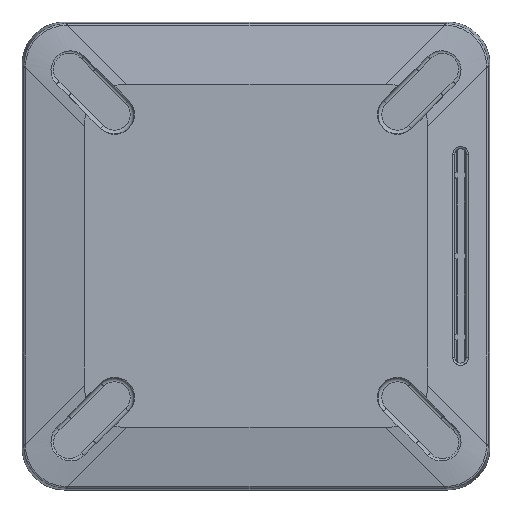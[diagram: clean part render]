
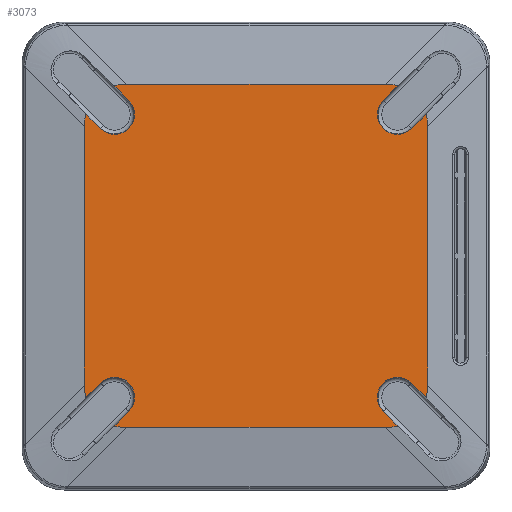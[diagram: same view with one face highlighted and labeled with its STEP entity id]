
A CAD part, top view. The second image highlights one B-rep face of the part: STEP entity #3073.
In plain terms, the highlighted planar face has unit normal (0, 0, 1).
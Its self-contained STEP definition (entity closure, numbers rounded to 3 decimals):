
#736=ELLIPSE('',#27567,633.351,69.998);
#739=ELLIPSE('',#27570,633.351,69.998);
#746=ELLIPSE('',#27587,633.351,69.998);
#749=ELLIPSE('',#27590,633.351,69.998);
#761=ELLIPSE('',#27647,633.351,69.998);
#764=ELLIPSE('',#27650,633.351,69.998);
#768=ELLIPSE('',#27685,633.351,69.998);
#771=ELLIPSE('',#27688,633.351,69.998);
#3073=ADVANCED_FACE('',(#4984),#3771,.F.);
#3771=PLANE('',#27774);
#4984=FACE_OUTER_BOUND('',#6706,.T.);
#6706=EDGE_LOOP('',(#14344,#14345,#14346,#14347,#14348,#14349,#14350,#14351,
#14352,#14353,#14354,#14355,#14356,#14357,#14358,#14359,#14360,#14361,#14362,
#14363,#14364,#14365,#14366,#14367));
#7602=CIRCLE('',#27770,5.123);
#7603=CIRCLE('',#27771,5.123);
#7604=CIRCLE('',#27772,5.123);
#7605=CIRCLE('',#27773,5.123);
#14344=ORIENTED_EDGE('',*,*,#20856,.F.);
#14345=ORIENTED_EDGE('',*,*,#20579,.F.);
#14346=ORIENTED_EDGE('',*,*,#20946,.F.);
#14347=ORIENTED_EDGE('',*,*,#20947,.F.);
#14348=ORIENTED_EDGE('',*,*,#20948,.F.);
#14349=ORIENTED_EDGE('',*,*,#20573,.F.);
#14350=ORIENTED_EDGE('',*,*,#20570,.F.);
#14351=ORIENTED_EDGE('',*,*,#20615,.T.);
#14352=ORIENTED_EDGE('',*,*,#20627,.T.);
#14353=ORIENTED_EDGE('',*,*,#20949,.T.);
#14354=ORIENTED_EDGE('',*,*,#20935,.T.);
#14355=ORIENTED_EDGE('',*,*,#20610,.T.);
#14356=ORIENTED_EDGE('',*,*,#20950,.F.);
#14357=ORIENTED_EDGE('',*,*,#20796,.F.);
#14358=ORIENTED_EDGE('',*,*,#20951,.F.);
#14359=ORIENTED_EDGE('',*,*,#20952,.F.);
#14360=ORIENTED_EDGE('',*,*,#20953,.F.);
#14361=ORIENTED_EDGE('',*,*,#20791,.F.);
#14362=ORIENTED_EDGE('',*,*,#20697,.F.);
#14363=ORIENTED_EDGE('',*,*,#20744,.T.);
#14364=ORIENTED_EDGE('',*,*,#20751,.T.);
#14365=ORIENTED_EDGE('',*,*,#20954,.T.);
#14366=ORIENTED_EDGE('',*,*,#20955,.T.);
#14367=ORIENTED_EDGE('',*,*,#20738,.T.);
#17108=VERTEX_POINT('',#44437);
#17110=VERTEX_POINT('',#44441);
#17113=VERTEX_POINT('',#44454);
#17117=VERTEX_POINT('',#44472);
#17118=VERTEX_POINT('',#44474);
#17143=VERTEX_POINT('',#44649);
#17144=VERTEX_POINT('',#44651);
#17147=VERTEX_POINT('',#44769);
#17157=VERTEX_POINT('',#44953);
#17208=VERTEX_POINT('',#45685);
#17210=VERTEX_POINT('',#45689);
#17242=VERTEX_POINT('',#45995);
#17243=VERTEX_POINT('',#45997);
#17248=VERTEX_POINT('',#46118);
#17252=VERTEX_POINT('',#46161);
#17278=VERTEX_POINT('',#46830);
#17282=VERTEX_POINT('',#46843);
#17285=VERTEX_POINT('',#46859);
#17384=VERTEX_POINT('',#48258);
#17390=VERTEX_POINT('',#48281);
#17391=VERTEX_POINT('',#48283);
#17392=VERTEX_POINT('',#48288);
#17393=VERTEX_POINT('',#48290);
#17394=VERTEX_POINT('',#48293);
#20570=EDGE_CURVE('',#17110,#17108,#23056,.T.);
#20573=EDGE_CURVE('',#17108,#17113,#736,.T.);
#20579=EDGE_CURVE('',#17117,#17118,#739,.T.);
#20610=EDGE_CURVE('',#17144,#17143,#746,.T.);
#20615=EDGE_CURVE('',#17110,#17147,#749,.T.);
#20627=EDGE_CURVE('',#17147,#17157,#23076,.T.);
#20697=EDGE_CURVE('',#17210,#17208,#23118,.T.);
#20738=EDGE_CURVE('',#17243,#17242,#761,.T.);
#20744=EDGE_CURVE('',#17210,#17248,#764,.T.);
#20751=EDGE_CURVE('',#17248,#17252,#23148,.T.);
#20791=EDGE_CURVE('',#17208,#17282,#768,.T.);
#20796=EDGE_CURVE('',#17285,#17278,#771,.T.);
#20856=EDGE_CURVE('',#17118,#17242,#23188,.T.);
#20935=EDGE_CURVE('',#17384,#17144,#23237,.T.);
#20946=EDGE_CURVE('',#17390,#17117,#23246,.T.);
#20947=EDGE_CURVE('',#17391,#17390,#7602,.T.);
#20948=EDGE_CURVE('',#17113,#17391,#23247,.T.);
#20949=EDGE_CURVE('',#17157,#17384,#7603,.T.);
#20950=EDGE_CURVE('',#17278,#17143,#23248,.T.);
#20951=EDGE_CURVE('',#17392,#17285,#23249,.T.);
#20952=EDGE_CURVE('',#17393,#17392,#7604,.T.);
#20953=EDGE_CURVE('',#17282,#17393,#23250,.T.);
#20954=EDGE_CURVE('',#17252,#17394,#7605,.T.);
#20955=EDGE_CURVE('',#17394,#17243,#23251,.T.);
#23056=LINE('',#44442,#25254);
#23076=LINE('',#44954,#25274);
#23118=LINE('',#45690,#25316);
#23148=LINE('',#46162,#25346);
#23188=LINE('',#47962,#25386);
#23237=LINE('',#48259,#25435);
#23246=LINE('',#48280,#25444);
#23247=LINE('',#48284,#25445);
#23248=LINE('',#48286,#25446);
#23249=LINE('',#48287,#25447);
#23250=LINE('',#48291,#25448);
#23251=LINE('',#48294,#25449);
#25254=VECTOR('',#33859,1.);
#25274=VECTOR('',#33945,1.);
#25316=VECTOR('',#34051,1.);
#25346=VECTOR('',#34127,1.);
#25386=VECTOR('',#34289,1.);
#25435=VECTOR('',#34436,1.);
#25444=VECTOR('',#34459,1.);
#25445=VECTOR('',#34462,1.);
#25446=VECTOR('',#34465,1.);
#25447=VECTOR('',#34466,1.);
#25448=VECTOR('',#34469,1.);
#25449=VECTOR('',#34472,1.);
#27567=AXIS2_PLACEMENT_3D('',#44453,#33864,#33865);
#27570=AXIS2_PLACEMENT_3D('',#44473,#33872,#33873);
#27587=AXIS2_PLACEMENT_3D('',#44650,#33918,#33919);
#27590=AXIS2_PLACEMENT_3D('',#44770,#33925,#33926);
#27647=AXIS2_PLACEMENT_3D('',#45996,#34111,#34112);
#27650=AXIS2_PLACEMENT_3D('',#46119,#34119,#34120);
#27685=AXIS2_PLACEMENT_3D('',#46842,#34202,#34203);
#27688=AXIS2_PLACEMENT_3D('',#46860,#34209,#34210);
#27770=AXIS2_PLACEMENT_3D('',#48282,#34460,#34461);
#27771=AXIS2_PLACEMENT_3D('',#48285,#34463,#34464);
#27772=AXIS2_PLACEMENT_3D('',#48289,#34467,#34468);
#27773=AXIS2_PLACEMENT_3D('',#48292,#34470,#34471);
#27774=AXIS2_PLACEMENT_3D('',#48295,#34473,#34474);
#33859=DIRECTION('',(0.,1.,0.));
#33864=DIRECTION('',(0.,0.,-1.));
#33865=DIRECTION('',(-0.707,0.707,0.));
#33872=DIRECTION('',(0.,0.,-1.));
#33873=DIRECTION('',(-0.707,0.707,0.));
#33918=DIRECTION('',(0.,0.,1.));
#33919=DIRECTION('',(-0.707,-0.707,0.));
#33925=DIRECTION('',(0.,0.,1.));
#33926=DIRECTION('',(-0.707,-0.707,0.));
#33945=DIRECTION('',(0.707,0.707,0.));
#34051=DIRECTION('',(0.,-1.,0.));
#34111=DIRECTION('',(0.,0.,1.));
#34112=DIRECTION('',(0.707,0.707,0.));
#34119=DIRECTION('',(0.,0.,1.));
#34120=DIRECTION('',(0.707,0.707,0.));
#34127=DIRECTION('',(-0.707,-0.707,0.));
#34202=DIRECTION('',(0.,0.,-1.));
#34203=DIRECTION('',(0.707,-0.707,0.));
#34209=DIRECTION('',(0.,0.,-1.));
#34210=DIRECTION('',(0.707,-0.707,0.));
#34289=DIRECTION('',(1.,0.,0.));
#34436=DIRECTION('',(-0.707,-0.707,0.));
#34459=DIRECTION('',(-0.707,0.707,0.));
#34460=DIRECTION('',(0.,0.,1.));
#34461=DIRECTION('',(-1.,0.,0.));
#34462=DIRECTION('',(0.707,-0.707,0.));
#34463=DIRECTION('',(0.,0.,-1.));
#34464=DIRECTION('',(-1.,0.,0.));
#34465=DIRECTION('',(-1.,0.,0.));
#34466=DIRECTION('',(0.707,-0.707,0.));
#34467=DIRECTION('',(0.,0.,1.));
#34468=DIRECTION('',(-1.,0.,0.));
#34469=DIRECTION('',(-0.707,0.707,0.));
#34470=DIRECTION('',(0.,0.,-1.));
#34471=DIRECTION('',(-1.,0.,0.));
#34472=DIRECTION('',(0.707,0.707,0.));
#34473=DIRECTION('',(0.,0.,-1.));
#34474=DIRECTION('',(-1.,0.,0.));
#44437=CARTESIAN_POINT('',(-43.988,33.115,6.));
#44441=CARTESIAN_POINT('',(-43.988,-33.115,6.));
#44442=CARTESIAN_POINT('',(-43.988,48.999,6.));
#44453=CARTESIAN_POINT('',(406.586,-406.584,6.));
#44454=CARTESIAN_POINT('',(-43.683,36.439,6.));
#44472=CARTESIAN_POINT('',(-36.437,43.684,6.));
#44473=CARTESIAN_POINT('',(406.586,-406.584,6.));
#44474=CARTESIAN_POINT('',(-33.113,43.989,6.));
#44649=CARTESIAN_POINT('',(-33.113,-43.989,6.));
#44650=CARTESIAN_POINT('',(406.586,406.584,6.));
#44651=CARTESIAN_POINT('',(-36.437,-43.684,6.));
#44769=CARTESIAN_POINT('',(-43.683,-36.439,6.));
#44770=CARTESIAN_POINT('',(406.586,406.584,6.));
#44953=CARTESIAN_POINT('',(-39.892,-32.648,6.));
#44954=CARTESIAN_POINT('',(-3.621,3.623,6.));
#45685=CARTESIAN_POINT('',(43.991,-33.115,6.));
#45689=CARTESIAN_POINT('',(43.991,33.115,6.));
#45690=CARTESIAN_POINT('',(43.991,-48.999,6.));
#45995=CARTESIAN_POINT('',(33.116,43.989,6.));
#45996=CARTESIAN_POINT('',(-406.583,-406.584,6.));
#45997=CARTESIAN_POINT('',(36.44,43.684,6.));
#46118=CARTESIAN_POINT('',(43.685,36.439,6.));
#46119=CARTESIAN_POINT('',(-406.583,-406.584,6.));
#46161=CARTESIAN_POINT('',(39.895,32.648,6.));
#46162=CARTESIAN_POINT('',(3.624,-3.623,6.));
#46830=CARTESIAN_POINT('',(33.116,-43.989,6.));
#46842=CARTESIAN_POINT('',(-406.583,406.584,6.));
#46843=CARTESIAN_POINT('',(43.685,-36.439,6.));
#46859=CARTESIAN_POINT('',(36.44,-43.684,6.));
#46860=CARTESIAN_POINT('',(-406.583,406.584,6.));
#47962=CARTESIAN_POINT('',(-48.997,43.989,6.));
#48258=CARTESIAN_POINT('',(-32.647,-39.894,6.));
#48259=CARTESIAN_POINT('',(3.624,-3.623,6.));
#48280=CARTESIAN_POINT('',(-43.96,51.207,6.));
#48281=CARTESIAN_POINT('',(-32.647,39.894,6.));
#48282=CARTESIAN_POINT('',(-36.27,36.271,6.));
#48283=CARTESIAN_POINT('',(-39.892,32.648,6.));
#48284=CARTESIAN_POINT('',(-39.892,32.648,6.));
#48285=CARTESIAN_POINT('',(-36.27,-36.271,6.));
#48286=CARTESIAN_POINT('',(49.,-43.989,6.));
#48287=CARTESIAN_POINT('',(43.963,-51.207,6.));
#48288=CARTESIAN_POINT('',(32.65,-39.894,6.));
#48289=CARTESIAN_POINT('',(36.273,-36.271,6.));
#48290=CARTESIAN_POINT('',(39.895,-32.648,6.));
#48291=CARTESIAN_POINT('',(39.895,-32.648,6.));
#48292=CARTESIAN_POINT('',(36.273,36.271,6.));
#48293=CARTESIAN_POINT('',(32.65,39.894,6.));
#48294=CARTESIAN_POINT('',(-3.621,3.623,6.));
#48295=CARTESIAN_POINT('',(49.,-48.999,6.));
